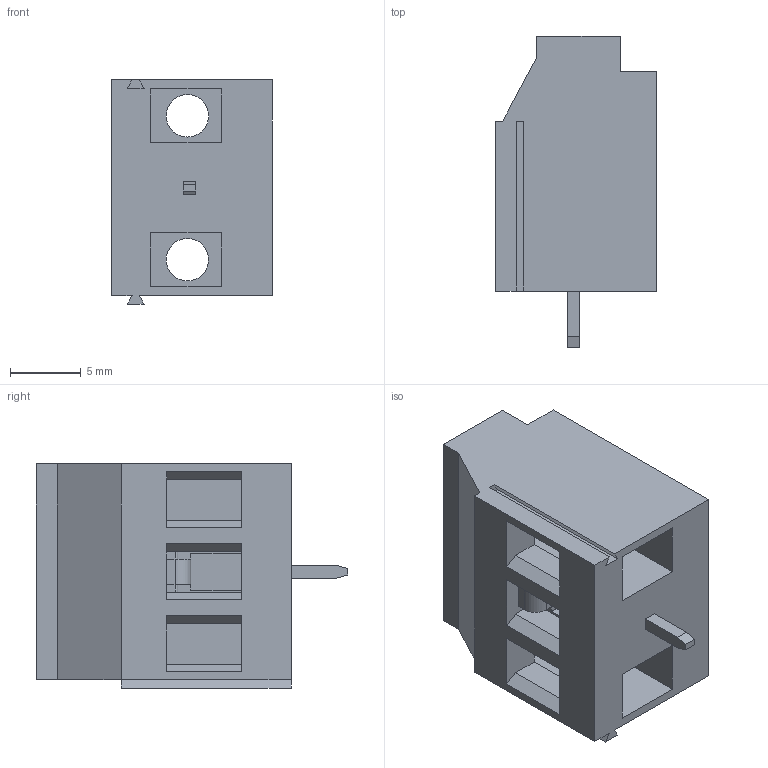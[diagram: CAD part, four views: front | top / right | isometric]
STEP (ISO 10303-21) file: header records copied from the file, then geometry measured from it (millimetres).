
FILE_DESCRIPTION( ( 'Unknown' ), '1' );
FILE_NAME( '691236610101.stp', 'Unknown', ( 'Unknown' ), ( 'Unknown' ), 'PSStep 18.0.17', 'Unknown', ' ' );
FILE_SCHEMA( ( 'AUTOMOTIVE_DESIGN { 1 0 10303 214 1 1 1 1 }' ) );
Length unit declared in the file: millimetre
Products named in the file (2): Assem1; MRT18P10.16_1BV08
Assembly tree (1 placements, depth 2):
  Assem1
    MRT18P10.16_1BV08
Bounding box: 11.35 x 22 x 15.84 mm (x, y, z)
Volume: 1857.6 mm3; surface area: 2278.9 mm2
Topology: 1 solids, 1 shells, 100 faces, 273 edges, 182 vertices
Faces by surface type: plane 92, cylinder 8
Full cylindrical faces by diameter (mm): 3 x2, 4 x3
Entity records: 3936 total; most frequent: CARTESIAN_POINT 550, ORIENTED_EDGE 534, DIRECTION 490, EDGE_CURVE 267, LINE 248, VECTOR 248, VERTEX_POINT 181, AXIS2_PLACEMENT_3D 121
